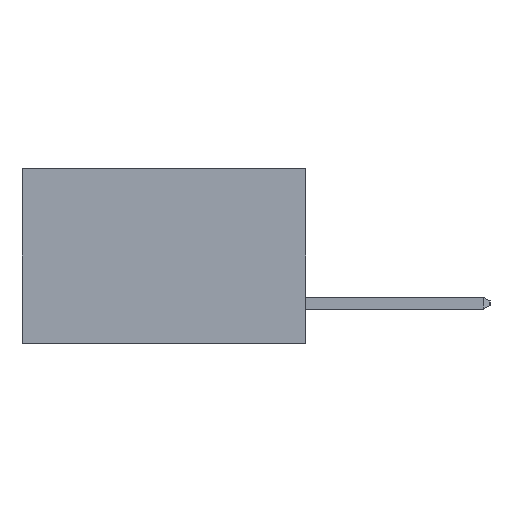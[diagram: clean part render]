
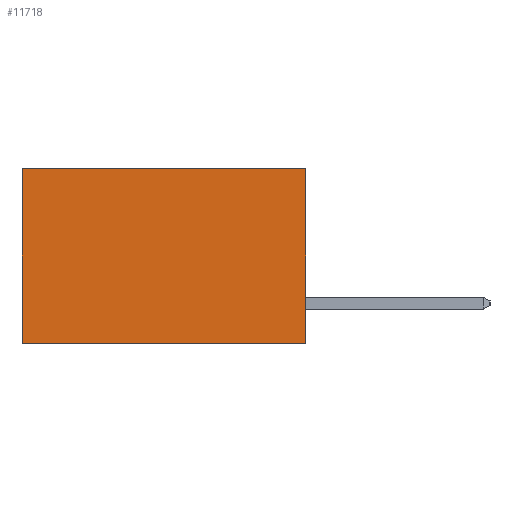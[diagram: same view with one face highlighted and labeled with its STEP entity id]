
A CAD part, left-side view. The second image highlights one B-rep face of the part: STEP entity #11718.
In plain terms, the highlighted planar face has unit normal (-1, 0, 0).
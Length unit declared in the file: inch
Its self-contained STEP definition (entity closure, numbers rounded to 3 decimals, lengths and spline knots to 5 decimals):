
#1011 = CARTESIAN_POINT ( 'NONE',  ( 0.298, 0., 0. ) ) ;
#1024 = EDGE_CURVE ( 'NONE', #11625, #3364, #9840, .T. ) ;
#1031 = VECTOR ( 'NONE', #6789, 39.37008 ) ;
#1475 = EDGE_CURVE ( 'NONE', #13681, #11625, #4151, .T. ) ;
#1703 = DIRECTION ( 'NONE',  ( 0., 0., -1. ) ) ;
#1706 = PLANE ( 'NONE',  #3442 ) ;
#2460 = LINE ( 'NONE', #4030, #13770 ) ;
#2627 = CARTESIAN_POINT ( 'NONE',  ( 0.298, 0., -0.37 ) ) ;
#2641 = VECTOR ( 'NONE', #1703, 39.37008 ) ;
#3133 = EDGE_CURVE ( 'NONE', #11867, #3364, #11606, .T. ) ;
#3364 = VERTEX_POINT ( 'NONE', #8366 ) ;
#3442 = AXIS2_PLACEMENT_3D ( 'NONE', #11073, #4049, #12267 ) ;
#4030 = CARTESIAN_POINT ( 'NONE',  ( 0.298, 0., 0. ) ) ;
#4049 = DIRECTION ( 'NONE',  ( 1., 0., 0. ) ) ;
#4151 = LINE ( 'NONE', #1011, #1031 ) ;
#4364 = ORIENTED_EDGE ( 'NONE', *, *, #10361, .T. ) ;
#5611 = ORIENTED_EDGE ( 'NONE', *, *, #3133, .T. ) ;
#6730 = VECTOR ( 'NONE', #9163, 39.37008 ) ;
#6789 = DIRECTION ( 'NONE',  ( 0., 0., -1. ) ) ;
#8058 = FACE_OUTER_BOUND ( 'NONE', #12655, .T. ) ;
#8366 = CARTESIAN_POINT ( 'NONE',  ( 0.298, 0.6, -0.37 ) ) ;
#9064 = ORIENTED_EDGE ( 'NONE', *, *, #1475, .F. ) ;
#9163 = DIRECTION ( 'NONE',  ( 0., 1., 0. ) ) ;
#9408 = CARTESIAN_POINT ( 'NONE',  ( 0.298, 0., 0. ) ) ;
#9840 = LINE ( 'NONE', #2627, #6730 ) ;
#10361 = EDGE_CURVE ( 'NONE', #13681, #11867, #2460, .T. ) ;
#11051 = DIRECTION ( 'NONE',  ( 0., 1., 0. ) ) ;
#11073 = CARTESIAN_POINT ( 'NONE',  ( 0.298, 0., 0. ) ) ;
#11606 = LINE ( 'NONE', #14039, #2641 ) ;
#11625 = VERTEX_POINT ( 'NONE', #12073 ) ;
#11718 = ADVANCED_FACE ( 'NONE', ( #8058 ), #1706, .F. ) ;
#11810 = ORIENTED_EDGE ( 'NONE', *, *, #1024, .F. ) ;
#11867 = VERTEX_POINT ( 'NONE', #14993 ) ;
#12073 = CARTESIAN_POINT ( 'NONE',  ( 0.298, 0., -0.37 ) ) ;
#12267 = DIRECTION ( 'NONE',  ( 0., 0., -1. ) ) ;
#12655 = EDGE_LOOP ( 'NONE', ( #5611, #11810, #9064, #4364 ) ) ;
#13681 = VERTEX_POINT ( 'NONE', #9408 ) ;
#13770 = VECTOR ( 'NONE', #11051, 39.37008 ) ;
#14039 = CARTESIAN_POINT ( 'NONE',  ( 0.298, 0.6, 0. ) ) ;
#14993 = CARTESIAN_POINT ( 'NONE',  ( 0.298, 0.6, 0. ) ) ;
